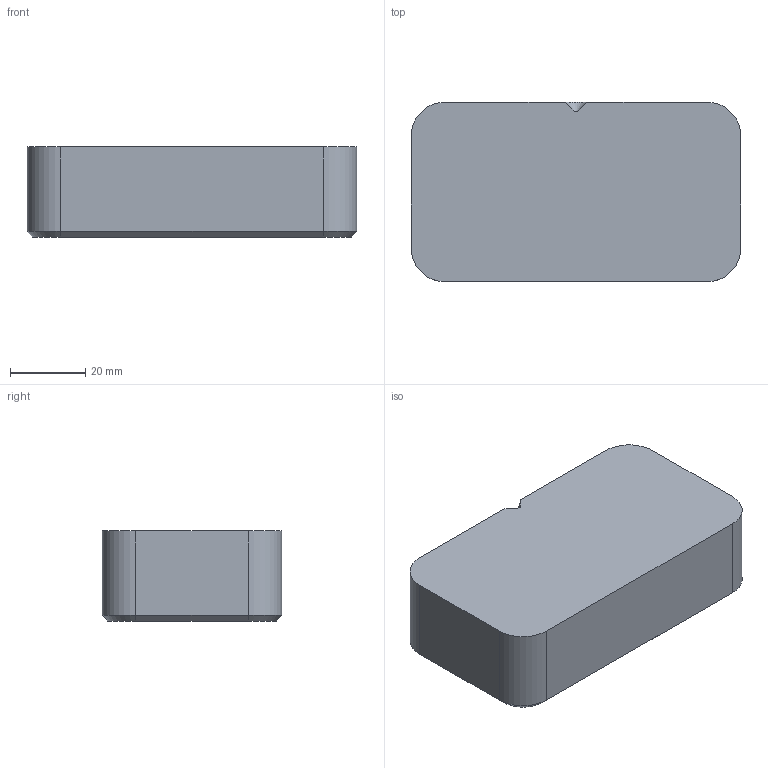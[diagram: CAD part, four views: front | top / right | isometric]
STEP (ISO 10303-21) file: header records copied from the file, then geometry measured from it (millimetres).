
FILE_DESCRIPTION(('FreeCAD Model'),'2;1');
FILE_NAME('Open CASCADE Shape Model','2024-06-25T20:40:05',('Jens Dyvik' ),('DyvikDesign'),'Open CASCADE STEP processor 7.6','FreeCAD', 'Unknown');
FILE_SCHEMA(('AUTOMOTIVE_DESIGN { 1 0 10303 214 1 1 1 1 }'));
Length unit declared in the file: millimetre
Products named in the file (1): Mold blank
Bounding box: 87.75 x 47.75 x 24 mm (x, y, z)
Volume: 98642.2 mm3; surface area: 14152.8 mm2
Topology: 1 solids, 1 shells, 20 faces, 46 edges, 28 vertices
Faces by surface type: plane 11, cone 5, cylinder 4
Entity records: 580 total; most frequent: DIRECTION 101, CARTESIAN_POINT 96, ORIENTED_EDGE 92, EDGE_CURVE 46, AXIS2_PLACEMENT_3D 35, LINE 31, VECTOR 31, VERTEX_POINT 28
